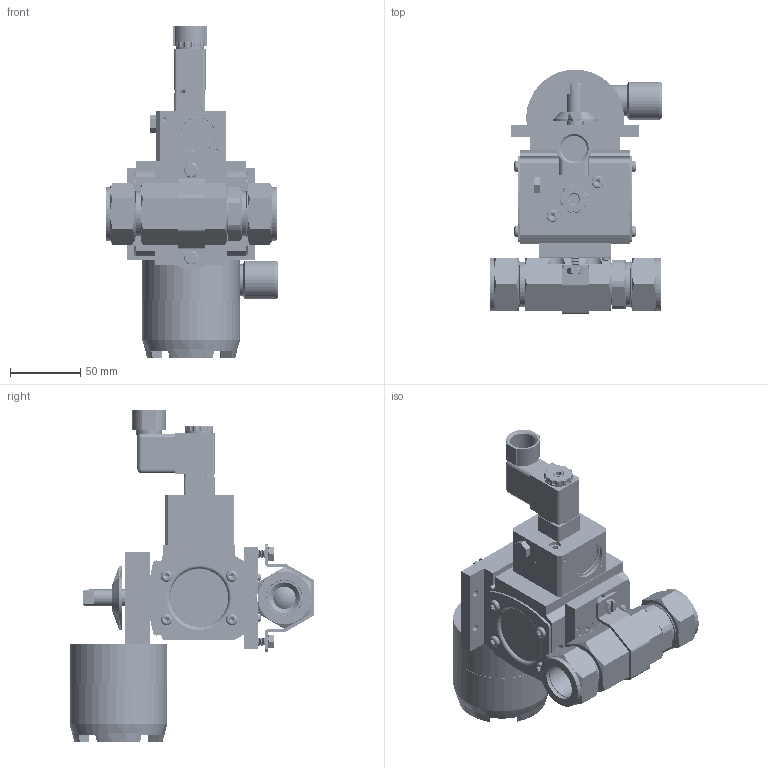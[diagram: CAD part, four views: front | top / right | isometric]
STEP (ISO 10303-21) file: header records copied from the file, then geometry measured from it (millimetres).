
FILE_DESCRIPTION (( 'STEP AP203' ), '1' );
FILE_NAME ('8206XXC16A512D4GPDCLS.step', '2018-08-30T17:44:57', ( '' ), ( '' ), 'SwSTEP 2.0', 'SolidWorks 2018', '' );
FILE_SCHEMA (( 'CONFIG_CONTROL_DESIGN' ));
Products named in the file (1): 8206XXC16A512D4GPDCLS
Bounding box: 122.72 x 173.95 x 235.76 mm (x, y, z)
Volume: 682776.4 mm3; surface area: 265364.7 mm2
Topology: 58 solids, 58 shells, 4571 faces, 11816 edges, 7325 vertices
Faces by surface type: cylinder 1978, cone 1378, plane 821, bspline 208, torus 176, sphere 10
Entity records: 217785 total; most frequent: CARTESIAN_POINT 110634, ORIENTED_EDGE 23244, DIRECTION 22373, EDGE_CURVE 11622, AXIS2_PLACEMENT_3D 8945, VERTEX_POINT 7321, EDGE_LOOP 4893, CIRCLE 4581
